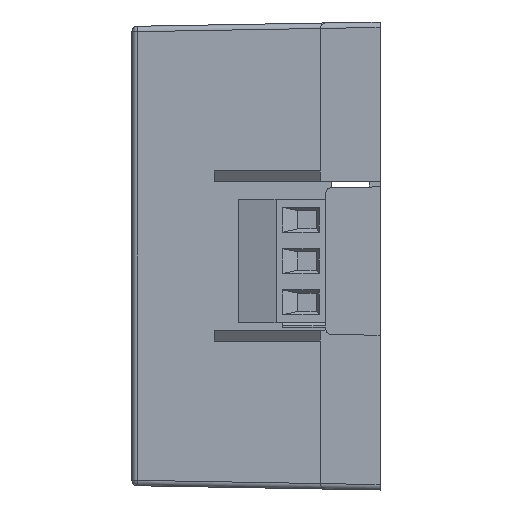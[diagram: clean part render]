
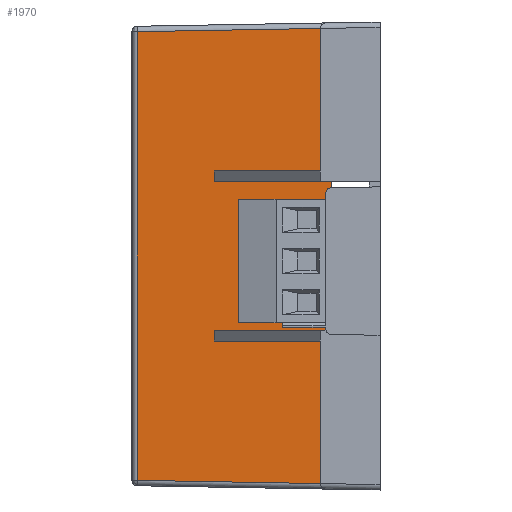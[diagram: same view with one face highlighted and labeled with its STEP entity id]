
A CAD part, left-side view. The second image highlights one B-rep face of the part: STEP entity #1970.
In plain terms, the highlighted planar face has unit normal (-1, 0.018, 0).
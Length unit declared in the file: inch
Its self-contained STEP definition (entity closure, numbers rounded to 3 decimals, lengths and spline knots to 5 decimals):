
#71 = AXIS2_PLACEMENT_3D ( 'NONE', #12508, #14955, #15310 ) ;
#145 = VECTOR ( 'NONE', #9214, 39.37008 ) ;
#695 = CARTESIAN_POINT ( 'NONE',  ( -0.65606, -0.26969, 0.07755 ) ) ;
#936 = VERTEX_POINT ( 'NONE', #4614 ) ;
#1222 = CARTESIAN_POINT ( 'NONE',  ( -0.65916, -0.44685, -0.26969 ) ) ;
#1230 = VERTEX_POINT ( 'NONE', #3363 ) ;
#1379 = CARTESIAN_POINT ( 'NONE',  ( -0.65606, -0.26969, -0.26969 ) ) ;
#1645 = EDGE_CURVE ( 'NONE', #13878, #4847, #11278, .T. ) ;
#1968 = DIRECTION ( 'NONE',  ( 0., 0., 1. ) ) ;
#1970 = ADVANCED_FACE ( 'NONE', ( #3105 ), #7183, .T. ) ;
#2342 = DIRECTION ( 'NONE',  ( 0., 0., 1. ) ) ;
#2468 = ORIENTED_EDGE ( 'NONE', *, *, #8309, .T. ) ;
#2493 = VECTOR ( 'NONE', #6984, 39.37008 ) ;
#2570 = ORIENTED_EDGE ( 'NONE', *, *, #1645, .T. ) ;
#2707 = ORIENTED_EDGE ( 'NONE', *, *, #9588, .F. ) ;
#2725 = CARTESIAN_POINT ( 'NONE',  ( -0.65606, -0.26969, 0.26969 ) ) ;
#2753 = DIRECTION ( 'NONE',  ( -0.017, -1., 0. ) ) ;
#3042 = DIRECTION ( 'NONE',  ( 0.017, 1., 0.017 ) ) ;
#3105 = FACE_OUTER_BOUND ( 'NONE', #9617, .T. ) ;
#3363 = CARTESIAN_POINT ( 'NONE',  ( -0.65538, -0.23031, -0.82693 ) ) ;
#3399 = CARTESIAN_POINT ( 'NONE',  ( -0.65906, -0.4411, 0.83061 ) ) ;
#3447 = VECTOR ( 'NONE', #14629, 39.37008 ) ;
#4157 = VECTOR ( 'NONE', #2342, 39.37008 ) ;
#4554 = VECTOR ( 'NONE', #2753, 39.37008 ) ;
#4600 = LINE ( 'NONE', #9905, #6696 ) ;
#4614 = CARTESIAN_POINT ( 'NONE',  ( -0.64376, 0.43538, -0.81531 ) ) ;
#4650 = CARTESIAN_POINT ( 'NONE',  ( -0.64863, 0.15611, 0.88478 ) ) ;
#4765 = ORIENTED_EDGE ( 'NONE', *, *, #16725, .T. ) ;
#4767 = VECTOR ( 'NONE', #1968, 39.37008 ) ;
#4847 = VERTEX_POINT ( 'NONE', #11992 ) ;
#5028 = LINE ( 'NONE', #1222, #4554 ) ;
#5187 = DIRECTION ( 'NONE',  ( 0., 0., -1. ) ) ;
#5208 = CARTESIAN_POINT ( 'NONE',  ( -0.65538, -0.23031, 0.85039 ) ) ;
#5285 = CARTESIAN_POINT ( 'NONE',  ( -0.64863, 0.15611, -0.30906 ) ) ;
#5301 = ORIENTED_EDGE ( 'NONE', *, *, #13915, .T. ) ;
#5310 = EDGE_CURVE ( 'NONE', #11571, #8355, #13969, .T. ) ;
#5390 = VERTEX_POINT ( 'NONE', #9879 ) ;
#5558 = CARTESIAN_POINT ( 'NONE',  ( -0.65888, -0.43101, -0.83044 ) ) ;
#5763 = CARTESIAN_POINT ( 'NONE',  ( -0.65538, -0.23031, -0.30906 ) ) ;
#5955 = VECTOR ( 'NONE', #3042, 39.37008 ) ;
#6153 = CARTESIAN_POINT ( 'NONE',  ( -0.64863, 0.15611, 0.26969 ) ) ;
#6443 = EDGE_CURVE ( 'NONE', #15805, #15414, #10332, .T. ) ;
#6696 = VECTOR ( 'NONE', #15234, 39.37008 ) ;
#6876 = CARTESIAN_POINT ( 'NONE',  ( -0.64863, 0.15611, 0.30906 ) ) ;
#6926 = ORIENTED_EDGE ( 'NONE', *, *, #16833, .F. ) ;
#6984 = DIRECTION ( 'NONE',  ( 0., 0., 1. ) ) ;
#7136 = VECTOR ( 'NONE', #15435, 39.37008 ) ;
#7183 = PLANE ( 'NONE',  #71 ) ;
#7314 = LINE ( 'NONE', #3399, #7136 ) ;
#8015 = ORIENTED_EDGE ( 'NONE', *, *, #12555, .T. ) ;
#8309 = EDGE_CURVE ( 'NONE', #9240, #11571, #4600, .T. ) ;
#8355 = VERTEX_POINT ( 'NONE', #17202 ) ;
#9214 = DIRECTION ( 'NONE',  ( 0., 0., 1. ) ) ;
#9240 = VERTEX_POINT ( 'NONE', #5763 ) ;
#9588 = EDGE_CURVE ( 'NONE', #11956, #5390, #7314, .T. ) ;
#9617 = EDGE_LOOP ( 'NONE', ( #11636, #2468, #11921, #5301, #2570, #13245, #14633, #4765, #11196, #2707, #8015, #6926 ) ) ;
#9825 = VECTOR ( 'NONE', #14659, 39.37008 ) ;
#9879 = CARTESIAN_POINT ( 'NONE',  ( -0.65538, -0.23031, 0.82693 ) ) ;
#9905 = CARTESIAN_POINT ( 'NONE',  ( -0.65916, -0.44685, -0.30906 ) ) ;
#9998 = CARTESIAN_POINT ( 'NONE',  ( -0.65538, -0.23031, 0.30906 ) ) ;
#10251 = CARTESIAN_POINT ( 'NONE',  ( -0.64376, 0.43538, 0.07755 ) ) ;
#10332 = LINE ( 'NONE', #15667, #4157 ) ;
#10699 = LINE ( 'NONE', #16030, #3447 ) ;
#10729 = LINE ( 'NONE', #2725, #9825 ) ;
#10879 = LINE ( 'NONE', #5558, #5955 ) ;
#11196 = ORIENTED_EDGE ( 'NONE', *, *, #16800, .T. ) ;
#11278 = LINE ( 'NONE', #695, #4767 ) ;
#11571 = VERTEX_POINT ( 'NONE', #5285 ) ;
#11636 = ORIENTED_EDGE ( 'NONE', *, *, #14511, .T. ) ;
#11810 = LINE ( 'NONE', #10251, #13270 ) ;
#11909 = LINE ( 'NONE', #5208, #12012 ) ;
#11921 = ORIENTED_EDGE ( 'NONE', *, *, #5310, .T. ) ;
#11956 = VERTEX_POINT ( 'NONE', #12646 ) ;
#11992 = CARTESIAN_POINT ( 'NONE',  ( -0.65606, -0.26969, 0.26969 ) ) ;
#12012 = VECTOR ( 'NONE', #14367, 39.37008 ) ;
#12508 = CARTESIAN_POINT ( 'NONE',  ( -0.65916, -0.44685, 0.07755 ) ) ;
#12555 = EDGE_CURVE ( 'NONE', #11956, #936, #11810, .T. ) ;
#12646 = CARTESIAN_POINT ( 'NONE',  ( -0.64376, 0.43538, 0.81531 ) ) ;
#13245 = ORIENTED_EDGE ( 'NONE', *, *, #14101, .T. ) ;
#13270 = VECTOR ( 'NONE', #5187, 39.37008 ) ;
#13878 = VERTEX_POINT ( 'NONE', #1379 ) ;
#13915 = EDGE_CURVE ( 'NONE', #8355, #13878, #5028, .T. ) ;
#13969 = LINE ( 'NONE', #4650, #2493 ) ;
#14101 = EDGE_CURVE ( 'NONE', #4847, #15805, #10729, .T. ) ;
#14367 = DIRECTION ( 'NONE',  ( 0., 0., 1. ) ) ;
#14459 = LINE ( 'NONE', #15859, #145 ) ;
#14511 = EDGE_CURVE ( 'NONE', #1230, #9240, #11909, .T. ) ;
#14629 = DIRECTION ( 'NONE',  ( -0.017, -1., 0. ) ) ;
#14633 = ORIENTED_EDGE ( 'NONE', *, *, #6443, .T. ) ;
#14659 = DIRECTION ( 'NONE',  ( 0.017, 1., 0. ) ) ;
#14818 = VERTEX_POINT ( 'NONE', #9998 ) ;
#14955 = DIRECTION ( 'NONE',  ( -1., 0.017, 0. ) ) ;
#15234 = DIRECTION ( 'NONE',  ( 0.017, 1., 0. ) ) ;
#15310 = DIRECTION ( 'NONE',  ( -0.017, -1., 0. ) ) ;
#15414 = VERTEX_POINT ( 'NONE', #6876 ) ;
#15435 = DIRECTION ( 'NONE',  ( -0.017, -1., 0.017 ) ) ;
#15667 = CARTESIAN_POINT ( 'NONE',  ( -0.64863, 0.15611, 0.07755 ) ) ;
#15805 = VERTEX_POINT ( 'NONE', #6153 ) ;
#15859 = CARTESIAN_POINT ( 'NONE',  ( -0.65538, -0.23031, 0.85039 ) ) ;
#16030 = CARTESIAN_POINT ( 'NONE',  ( -0.65916, -0.44685, 0.30906 ) ) ;
#16725 = EDGE_CURVE ( 'NONE', #15414, #14818, #10699, .T. ) ;
#16800 = EDGE_CURVE ( 'NONE', #14818, #5390, #14459, .T. ) ;
#16833 = EDGE_CURVE ( 'NONE', #1230, #936, #10879, .T. ) ;
#17202 = CARTESIAN_POINT ( 'NONE',  ( -0.64863, 0.15611, -0.26969 ) ) ;
